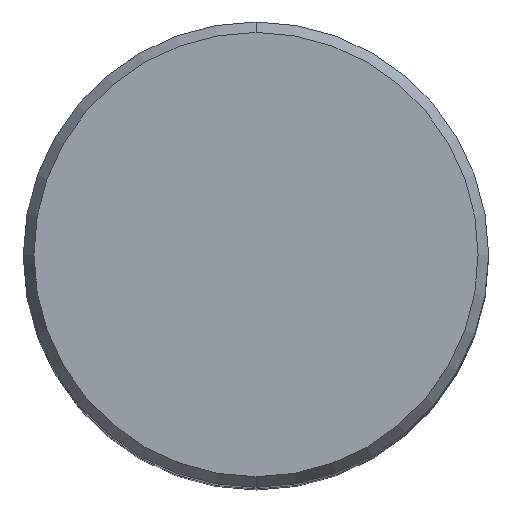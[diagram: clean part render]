
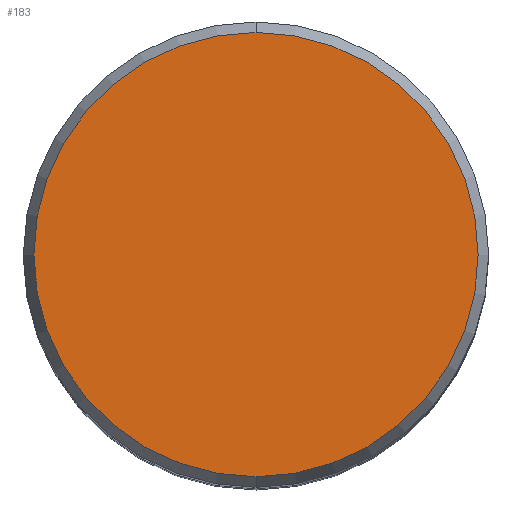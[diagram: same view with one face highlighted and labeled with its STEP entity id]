
A CAD part, top view. The second image highlights one B-rep face of the part: STEP entity #183.
In plain terms, the highlighted planar face has unit normal (0, 0, 1).
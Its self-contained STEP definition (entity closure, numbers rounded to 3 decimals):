
#151=EDGE_CURVE('',#227,#251,#371,.T.);
#183=ADVANCED_FACE('',(#406),#407,.T.);
#227=VERTEX_POINT('',#456);
#251=VERTEX_POINT('',#482);
#271=EDGE_CURVE('',#251,#227,#503,.T.);
#371=CIRCLE('',#616,24.255);
#406=FACE_OUTER_BOUND('',#659,.T.);
#407=PLANE('',#660);
#456=CARTESIAN_POINT('',(0.,-24.255,0.01));
#482=CARTESIAN_POINT('',(0.0,24.255,0.01));
#503=CIRCLE('',#786,24.255);
#616=AXIS2_PLACEMENT_3D('',#904,#905,#906);
#659=EDGE_LOOP('',(#950,#951));
#660=AXIS2_PLACEMENT_3D('',#952,#953,#954);
#786=AXIS2_PLACEMENT_3D('',#1053,#1054,#1055);
#904=CARTESIAN_POINT('',(0.0,0.0,0.01));
#905=DIRECTION('',(0.0,0.0,-1.0));
#906=DIRECTION('',(0.0,1.0,0.0));
#950=ORIENTED_EDGE('',*,*,#271,.F.);
#951=ORIENTED_EDGE('',*,*,#151,.F.);
#952=CARTESIAN_POINT('',(0.0,12.127,0.01));
#953=DIRECTION('',(-0.0,0.0,1.0));
#954=DIRECTION('',(0.0,-1.0,0.0));
#1053=CARTESIAN_POINT('',(0.0,0.0,0.01));
#1054=DIRECTION('',(0.0,0.0,-1.0));
#1055=DIRECTION('',(0.0,1.0,0.0));
